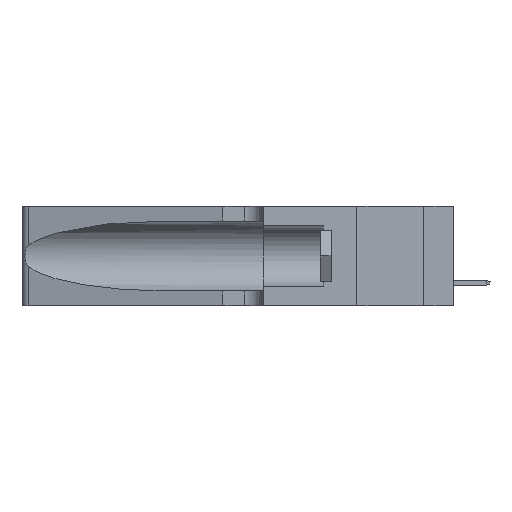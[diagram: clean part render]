
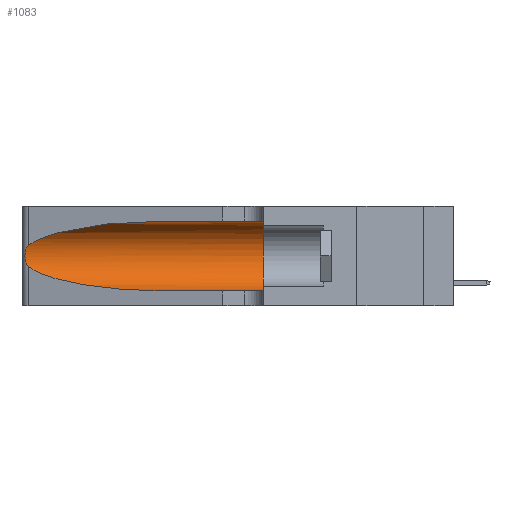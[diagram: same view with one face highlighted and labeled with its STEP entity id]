
A CAD part, left-side view. The second image highlights one B-rep face of the part: STEP entity #1083.
In plain terms, the highlighted cylindrical face has radius 3.308 mm (diameter 6.617 mm), a partial arc.
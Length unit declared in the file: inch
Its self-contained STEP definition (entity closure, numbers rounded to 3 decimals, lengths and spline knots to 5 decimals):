
#1083 = ADVANCED_FACE ( 'NONE', ( #34629 ), #23009, .F. ) ;
#1533 = AXIS2_PLACEMENT_3D ( 'NONE', #34429, #14387, #23926 ) ;
#1649 = CARTESIAN_POINT ( 'NONE',  ( 0.1305, 0.72297, 0.05475 ) ) ;
#2571 = CARTESIAN_POINT ( 'NONE',  ( 0.26075, 1.23896, 0.178 ) ) ;
#2617 = CARTESIAN_POINT ( 'NONE',  ( 0.25487, 1.22718, 0.22369 ) ) ;
#2731 = EDGE_CURVE ( 'NONE', #28568, #6196, #15322, .T. ) ;
#2928 = B_SPLINE_CURVE_WITH_KNOTS ( 'NONE', 3,
 ( #5570, #22284, #28276, #22458, #33903, #17002, #19635, #2571, #25452, #13472, #24909, #31098, #36338, #13293 ),
 .UNSPECIFIED., .F., .F.,
 ( 4, 2, 2, 2, 2, 2, 4 ),
 ( 0., 0.00027, 0.00053, 0.00107, 0.0016, 0.00187, 0.00214 ),
 .UNSPECIFIED. ) ;
#4671 = CARTESIAN_POINT ( 'NONE',  ( 0.1305, 0.35, 0.31525 ) ) ;
#5084 = AXIS2_PLACEMENT_3D ( 'NONE', #34990, #26555, #9469 ) ;
#5570 = CARTESIAN_POINT ( 'NONE',  ( 0.25487, 1.22718, 0.22369 ) ) ;
#5603 = EDGE_CURVE ( 'NONE', #34718, #28568, #26515, .T. ) ;
#6196 = VERTEX_POINT ( 'NONE', #12774 ) ;
#6895 = CARTESIAN_POINT ( 'NONE',  ( 0.2373, 1.15595, 0.08982 ) ) ;
#7451 =( BOUNDED_CURVE ( )  B_SPLINE_CURVE ( 3, ( #19786, #36864, #25795, #22983 ),
 .UNSPECIFIED., .F., .T. ) 
 B_SPLINE_CURVE_WITH_KNOTS ( ( 4, 4 ),
 ( 1.5708, 2.84003 ),
 .UNSPECIFIED. ) 
 CURVE ( )  GEOMETRIC_REPRESENTATION_ITEM ( )  RATIONAL_B_SPLINE_CURVE ( ( 1., 0.87, 0.87, 1. ) ) 
 REPRESENTATION_ITEM ( '' )  );
#7677 = ORIENTED_EDGE ( 'NONE', *, *, #30358, .T. ) ;
#9065 = DIRECTION ( 'NONE',  ( 0., -1., 0. ) ) ;
#9469 = DIRECTION ( 'NONE',  ( 0., 0., -1. ) ) ;
#10974 = ORIENTED_EDGE ( 'NONE', *, *, #2731, .F. ) ;
#11210 = VECTOR ( 'NONE', #9065, 39.37008 ) ;
#12516 = CARTESIAN_POINT ( 'NONE',  ( 0.1305, 0.72297, 0.05475 ) ) ;
#12774 = CARTESIAN_POINT ( 'NONE',  ( 0.1305, 0.35, 0.05475 ) ) ;
#13293 = CARTESIAN_POINT ( 'NONE',  ( 0.25487, 1.22718, 0.14631 ) ) ;
#13295 = CARTESIAN_POINT ( 'NONE',  ( 0.18966, 0.96281, 0.05475 ) ) ;
#13472 = CARTESIAN_POINT ( 'NONE',  ( 0.25856, 1.23593, 0.16098 ) ) ;
#13476 = CARTESIAN_POINT ( 'NONE',  ( 0.25487, 1.22718, 0.14631 ) ) ;
#14387 = DIRECTION ( 'NONE',  ( 0., 1., 0. ) ) ;
#15052 = VECTOR ( 'NONE', #25237, 39.37008 ) ;
#15322 = CIRCLE ( 'NONE', #1533, 0.13025 ) ;
#15670 = VERTEX_POINT ( 'NONE', #30020 ) ;
#17002 = CARTESIAN_POINT ( 'NONE',  ( 0.26018, 1.23835, 0.19895 ) ) ;
#18875 = CARTESIAN_POINT ( 'NONE',  ( 0.1305, 0.72297, 0.31525 ) ) ;
#19635 = CARTESIAN_POINT ( 'NONE',  ( 0.26075, 1.23896, 0.19203 ) ) ;
#19786 = CARTESIAN_POINT ( 'NONE',  ( 0.1305, 0.72297, 0.31525 ) ) ;
#21701 = EDGE_CURVE ( 'NONE', #34718, #28397, #7451, .T. ) ;
#22284 = CARTESIAN_POINT ( 'NONE',  ( 0.25555, 1.22994, 0.2215 ) ) ;
#22458 = CARTESIAN_POINT ( 'NONE',  ( 0.25787, 1.23484, 0.2124 ) ) ;
#22983 = CARTESIAN_POINT ( 'NONE',  ( 0.25487, 1.22718, 0.22369 ) ) ;
#23009 = CYLINDRICAL_SURFACE ( 'NONE', #5084, 0.13025 ) ;
#23011 = EDGE_LOOP ( 'NONE', ( #34734, #31212, #33124, #7677, #10974, #34042 ) ) ;
#23926 = DIRECTION ( 'NONE',  ( 0., 0., 1. ) ) ;
#24909 = CARTESIAN_POINT ( 'NONE',  ( 0.25789, 1.23486, 0.15765 ) ) ;
#25237 = DIRECTION ( 'NONE',  ( 0., -1., 0. ) ) ;
#25452 = CARTESIAN_POINT ( 'NONE',  ( 0.26017, 1.23833, 0.17102 ) ) ;
#25795 = CARTESIAN_POINT ( 'NONE',  ( 0.2373, 1.15595, 0.28018 ) ) ;
#26515 = LINE ( 'NONE', #26696, #11210 ) ;
#26555 = DIRECTION ( 'NONE',  ( 0., -1., 0. ) ) ;
#26696 = CARTESIAN_POINT ( 'NONE',  ( 0.1305, 1.61858, 0.31525 ) ) ;
#27558 = EDGE_CURVE ( 'NONE', #28397, #15670, #2928, .T. ) ;
#27844 =( BOUNDED_CURVE ( )  B_SPLINE_CURVE ( 3, ( #13476, #6895, #13295, #1649 ),
 .UNSPECIFIED., .F., .T. ) 
 B_SPLINE_CURVE_WITH_KNOTS ( ( 4, 4 ),
 ( 3.44316, 4.71239 ),
 .UNSPECIFIED. ) 
 CURVE ( )  GEOMETRIC_REPRESENTATION_ITEM ( )  RATIONAL_B_SPLINE_CURVE ( ( 1., 0.87, 0.87, 1. ) ) 
 REPRESENTATION_ITEM ( '' )  );
#28276 = CARTESIAN_POINT ( 'NONE',  ( 0.25639, 1.23184, 0.21858 ) ) ;
#28397 = VERTEX_POINT ( 'NONE', #2617 ) ;
#28568 = VERTEX_POINT ( 'NONE', #4671 ) ;
#30020 = CARTESIAN_POINT ( 'NONE',  ( 0.25487, 1.22718, 0.14631 ) ) ;
#30214 = VERTEX_POINT ( 'NONE', #12516 ) ;
#30358 = EDGE_CURVE ( 'NONE', #30214, #6196, #31240, .T. ) ;
#31022 = EDGE_CURVE ( 'NONE', #15670, #30214, #27844, .T. ) ;
#31098 = CARTESIAN_POINT ( 'NONE',  ( 0.25639, 1.23186, 0.15144 ) ) ;
#31212 = ORIENTED_EDGE ( 'NONE', *, *, #27558, .T. ) ;
#31240 = LINE ( 'NONE', #34237, #15052 ) ;
#33124 = ORIENTED_EDGE ( 'NONE', *, *, #31022, .T. ) ;
#33903 = CARTESIAN_POINT ( 'NONE',  ( 0.25854, 1.2359, 0.20912 ) ) ;
#34042 = ORIENTED_EDGE ( 'NONE', *, *, #5603, .F. ) ;
#34237 = CARTESIAN_POINT ( 'NONE',  ( 0.1305, 1.61858, 0.05475 ) ) ;
#34429 = CARTESIAN_POINT ( 'NONE',  ( 0.1305, 0.35, 0.185 ) ) ;
#34629 = FACE_OUTER_BOUND ( 'NONE', #23011, .T. ) ;
#34718 = VERTEX_POINT ( 'NONE', #18875 ) ;
#34734 = ORIENTED_EDGE ( 'NONE', *, *, #21701, .T. ) ;
#34990 = CARTESIAN_POINT ( 'NONE',  ( 0.1305, 1.61858, 0.185 ) ) ;
#36338 = CARTESIAN_POINT ( 'NONE',  ( 0.25555, 1.22993, 0.14849 ) ) ;
#36864 = CARTESIAN_POINT ( 'NONE',  ( 0.18966, 0.96281, 0.31525 ) ) ;
